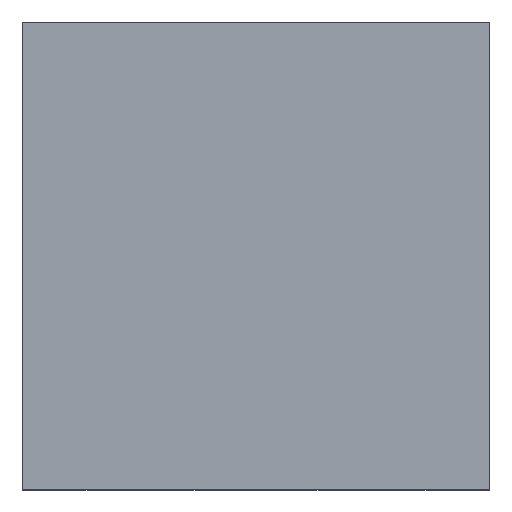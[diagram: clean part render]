
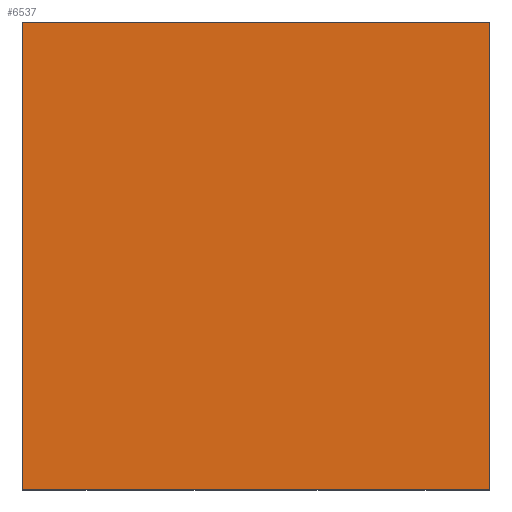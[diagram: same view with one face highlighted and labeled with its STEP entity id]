
A CAD part, top view. The second image highlights one B-rep face of the part: STEP entity #6537.
In plain terms, the highlighted face is planar.
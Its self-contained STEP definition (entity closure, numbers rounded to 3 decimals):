
#1895=DIRECTION('',(0.,0.,1.));
#1896=VECTOR('',#1895,4.);
#1897=CARTESIAN_POINT('',(-2.,0.975,-2.));
#1898=LINE('',#1897,#1896);
#1902=DIRECTION('',(-1.,0.,0.));
#1903=VECTOR('',#1902,4.);
#1904=CARTESIAN_POINT('',(2.,0.975,-2.));
#1905=LINE('',#1904,#1903);
#1909=DIRECTION('',(0.,0.,-1.));
#1910=VECTOR('',#1909,4.);
#1911=CARTESIAN_POINT('',(2.,0.975,2.));
#1912=LINE('',#1911,#1910);
#1916=DIRECTION('',(1.,0.,0.));
#1917=VECTOR('',#1916,4.);
#1918=CARTESIAN_POINT('',(-2.,0.975,2.));
#1919=LINE('',#1918,#1917);
#4299=CARTESIAN_POINT('',(-2.,0.975,-2.));
#4300=CARTESIAN_POINT('',(-2.,0.975,2.));
#4301=VERTEX_POINT('',#4299);
#4302=VERTEX_POINT('',#4300);
#4303=CARTESIAN_POINT('',(2.,0.975,2.));
#4304=VERTEX_POINT('',#4303);
#4305=CARTESIAN_POINT('',(2.,0.975,-2.));
#4306=VERTEX_POINT('',#4305);
#6526=CARTESIAN_POINT('',(0.,0.975,0.));
#6527=DIRECTION('',(0.,1.,0.));
#6528=DIRECTION('',(1.,0.,0.));
#6529=AXIS2_PLACEMENT_3D('',#6526,#6527,#6528);
#6530=PLANE('',#6529);
#6531=ORIENTED_EDGE('',*,*,#6255,.F.);
#6532=ORIENTED_EDGE('',*,*,#6326,.F.);
#6533=ORIENTED_EDGE('',*,*,#6395,.F.);
#6534=ORIENTED_EDGE('',*,*,#6464,.F.);
#6535=EDGE_LOOP('',(#6531,#6532,#6533,#6534));
#6536=FACE_OUTER_BOUND('',#6535,.F.);
#6255=EDGE_CURVE('',#4301,#4302,#1898,.T.);
#6326=EDGE_CURVE('',#4306,#4301,#1905,.T.);
#6395=EDGE_CURVE('',#4304,#4306,#1912,.T.);
#6464=EDGE_CURVE('',#4302,#4304,#1919,.T.);
#6537=ADVANCED_FACE('',(#6536),#6530,.T.);
